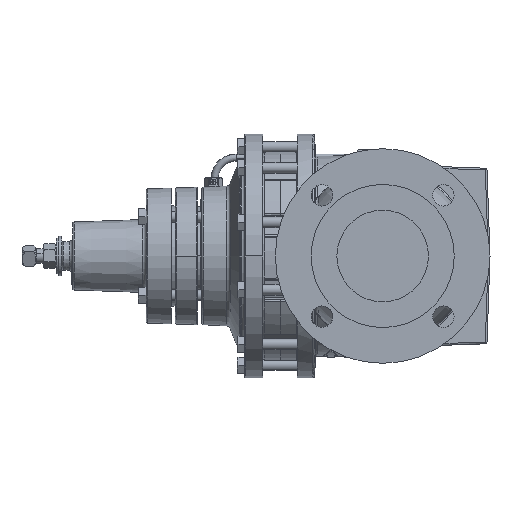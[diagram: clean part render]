
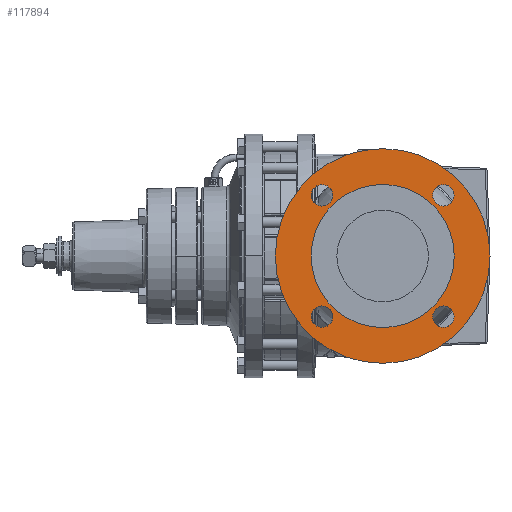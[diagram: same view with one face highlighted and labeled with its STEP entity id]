
A CAD part, left-side view. The second image highlights one B-rep face of the part: STEP entity #117894.
In plain terms, the highlighted planar face has unit normal (-1, 0, 0).
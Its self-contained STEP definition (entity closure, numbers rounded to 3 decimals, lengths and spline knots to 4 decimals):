
#115 = CARTESIAN_POINT ( 'NONE',  ( -6.0315, 0., 0. ) ) ;
#390 = CARTESIAN_POINT ( 'NONE',  ( -6.0315, 2.1213, -2.1213 ) ) ;
#4422 = EDGE_CURVE ( 'NONE', #149028, #122205, #36912, .T. ) ;
#8997 = CARTESIAN_POINT ( 'NONE',  ( -6.0315, 2.1213, 2.4963 ) ) ;
#10163 = DIRECTION ( 'NONE',  ( 0., 0., 1. ) ) ;
#10801 = DIRECTION ( 'NONE',  ( 0., 0., 1. ) ) ;
#12735 = AXIS2_PLACEMENT_3D ( 'NONE', #105611, #30409, #118227 ) ;
#12771 = DIRECTION ( 'NONE',  ( 0., 0., 1. ) ) ;
#13038 = DIRECTION ( 'NONE',  ( 0., 0., 1. ) ) ;
#13547 = CIRCLE ( 'NONE', #15631, 2.5 ) ;
#15449 = DIRECTION ( 'NONE',  ( -1., 0., 0. ) ) ;
#15631 = AXIS2_PLACEMENT_3D ( 'NONE', #90697, #15449, #103287 ) ;
#16094 = AXIS2_PLACEMENT_3D ( 'NONE', #161052, #86014, #10801 ) ;
#17181 = VERTEX_POINT ( 'NONE', #146875 ) ;
#19117 = CARTESIAN_POINT ( 'NONE',  ( -6.0315, 2.1213, -2.4963 ) ) ;
#28906 = CIRCLE ( 'NONE', #123040, 0.375 ) ;
#29285 = VERTEX_POINT ( 'NONE', #30862 ) ;
#29518 = AXIS2_PLACEMENT_3D ( 'NONE', #124400, #49246, #137024 ) ;
#29684 = DIRECTION ( 'NONE',  ( 1., 0., 0. ) ) ;
#30409 = DIRECTION ( 'NONE',  ( -1., 0., 0. ) ) ;
#30862 = CARTESIAN_POINT ( 'NONE',  ( -6.0315, -2.1213, 1.7463 ) ) ;
#31270 = FACE_BOUND ( 'NONE', #58453, .T. ) ;
#34503 = VERTEX_POINT ( 'NONE', #89239 ) ;
#35057 = EDGE_CURVE ( 'NONE', #34503, #17181, #76592, .T. ) ;
#36912 = CIRCLE ( 'NONE', #152366, 0.375 ) ;
#40364 = ORIENTED_EDGE ( 'NONE', *, *, #156955, .T. ) ;
#40399 = CARTESIAN_POINT ( 'NONE',  ( -6.0315, 0., 2.5 ) ) ;
#40910 = EDGE_LOOP ( 'NONE', ( #109252, #122247 ) ) ;
#40941 = CARTESIAN_POINT ( 'NONE',  ( -6.0315, 2.1213, -1.7463 ) ) ;
#41274 = CIRCLE ( 'NONE', #77658, 0.375 ) ;
#43928 = AXIS2_PLACEMENT_3D ( 'NONE', #390, #88254, #13038 ) ;
#43951 = AXIS2_PLACEMENT_3D ( 'NONE', #67441, #134852, #71258 ) ;
#45297 = CIRCLE ( 'NONE', #16094, 0.375 ) ;
#45663 = CIRCLE ( 'NONE', #43928, 0.375 ) ;
#46557 = AXIS2_PLACEMENT_3D ( 'NONE', #104875, #29684, #117483 ) ;
#46796 = CIRCLE ( 'NONE', #29518, 0.375 ) ;
#46922 = CARTESIAN_POINT ( 'NONE',  ( -6.0315, 2.1213, 1.7463 ) ) ;
#47388 = ORIENTED_EDGE ( 'NONE', *, *, #71055, .T. ) ;
#49246 = DIRECTION ( 'NONE',  ( 1., 0., 0. ) ) ;
#51005 = AXIS2_PLACEMENT_3D ( 'NONE', #140558, #115412, #153135 ) ;
#51968 = DIRECTION ( 'NONE',  ( 1., 0., 0. ) ) ;
#54104 = EDGE_LOOP ( 'NONE', ( #59589, #148340 ) ) ;
#56205 = EDGE_CURVE ( 'NONE', #122205, #149028, #28906, .T. ) ;
#58453 = EDGE_LOOP ( 'NONE', ( #47388, #109418 ) ) ;
#59589 = ORIENTED_EDGE ( 'NONE', *, *, #72586, .T. ) ;
#60701 = FACE_OUTER_BOUND ( 'NONE', #54104, .T. ) ;
#61466 = CARTESIAN_POINT ( 'NONE',  ( -6.0315, -2.1213, -2.4963 ) ) ;
#64674 = FACE_BOUND ( 'NONE', #120137, .T. ) ;
#67187 = EDGE_CURVE ( 'NONE', #29285, #71198, #41274, .T. ) ;
#67441 = CARTESIAN_POINT ( 'NONE',  ( -6.0315, 0., 0. ) ) ;
#68592 = FACE_BOUND ( 'NONE', #77828, .T. ) ;
#70432 = CARTESIAN_POINT ( 'NONE',  ( -6.0315, -2.1213, -2.1213 ) ) ;
#71055 = EDGE_CURVE ( 'NONE', #80566, #136163, #46796, .T. ) ;
#71198 = VERTEX_POINT ( 'NONE', #126607 ) ;
#71258 = DIRECTION ( 'NONE',  ( 0., 0., 1. ) ) ;
#72586 = EDGE_CURVE ( 'NONE', #17181, #34503, #140741, .T. ) ;
#74272 = CARTESIAN_POINT ( 'NONE',  ( -6.0315, -2.1213, -2.1213 ) ) ;
#76592 = CIRCLE ( 'NONE', #43951, 3.75 ) ;
#77658 = AXIS2_PLACEMENT_3D ( 'NONE', #160415, #85394, #10163 ) ;
#77828 = EDGE_LOOP ( 'NONE', ( #96747, #154392 ) ) ;
#80566 = VERTEX_POINT ( 'NONE', #8997 ) ;
#82918 = CIRCLE ( 'NONE', #46557, 0.375 ) ;
#85394 = DIRECTION ( 'NONE',  ( 1., 0., 0. ) ) ;
#86014 = DIRECTION ( 'NONE',  ( 1., 0., 0. ) ) ;
#86924 = DIRECTION ( 'NONE',  ( 0., 0., 1. ) ) ;
#87504 = AXIS2_PLACEMENT_3D ( 'NONE', #115, #87999, #12771 ) ;
#87999 = DIRECTION ( 'NONE',  ( -1., 0., 0. ) ) ;
#88254 = DIRECTION ( 'NONE',  ( 1., 0., 0. ) ) ;
#88422 = CARTESIAN_POINT ( 'NONE',  ( -6.0315, -2.1213, -1.7463 ) ) ;
#89239 = CARTESIAN_POINT ( 'NONE',  ( -6.0315, -3.75, 0. ) ) ;
#90697 = CARTESIAN_POINT ( 'NONE',  ( -6.0315, 0., 0. ) ) ;
#94169 = FACE_BOUND ( 'NONE', #137634, .T. ) ;
#94693 = AXIS2_PLACEMENT_3D ( 'NONE', #127141, #51968, #139722 ) ;
#96747 = ORIENTED_EDGE ( 'NONE', *, *, #56205, .T. ) ;
#97115 = ORIENTED_EDGE ( 'NONE', *, *, #67187, .T. ) ;
#97225 = EDGE_CURVE ( 'NONE', #108693, #149632, #13547, .T. ) ;
#97796 = VERTEX_POINT ( 'NONE', #19117 ) ;
#101868 = ORIENTED_EDGE ( 'NONE', *, *, #150728, .T. ) ;
#103287 = DIRECTION ( 'NONE',  ( 0., 0., 1. ) ) ;
#103307 = EDGE_CURVE ( 'NONE', #136163, #80566, #45297, .T. ) ;
#104875 = CARTESIAN_POINT ( 'NONE',  ( -6.0315, -2.1213, 2.1213 ) ) ;
#105611 = CARTESIAN_POINT ( 'NONE',  ( -6.0315, 0., 0. ) ) ;
#107130 = CIRCLE ( 'NONE', #94693, 0.375 ) ;
#108282 = DIRECTION ( 'NONE',  ( 1., 0., 0. ) ) ;
#108693 = VERTEX_POINT ( 'NONE', #40399 ) ;
#108714 = VERTEX_POINT ( 'NONE', #40941 ) ;
#109252 = ORIENTED_EDGE ( 'NONE', *, *, #97225, .F. ) ;
#109418 = ORIENTED_EDGE ( 'NONE', *, *, #103307, .T. ) ;
#113723 = DIRECTION ( 'NONE',  ( 0., 0., 1. ) ) ;
#115412 = DIRECTION ( 'NONE',  ( -1., 0., 0. ) ) ;
#117483 = DIRECTION ( 'NONE',  ( 0., 0., 1. ) ) ;
#117894 = ADVANCED_FACE ( 'NONE', ( #68592, #94169, #31270, #64674, #160775, #60701 ), #127969, .T. ) ;
#118227 = DIRECTION ( 'NONE',  ( 0., 0., 1. ) ) ;
#120137 = EDGE_LOOP ( 'NONE', ( #121413, #40364 ) ) ;
#121413 = ORIENTED_EDGE ( 'NONE', *, *, #146923, .T. ) ;
#122205 = VERTEX_POINT ( 'NONE', #88422 ) ;
#122247 = ORIENTED_EDGE ( 'NONE', *, *, #127613, .F. ) ;
#123040 = AXIS2_PLACEMENT_3D ( 'NONE', #74272, #161924, #86924 ) ;
#124400 = CARTESIAN_POINT ( 'NONE',  ( -6.0315, 2.1213, 2.1213 ) ) ;
#125874 = CIRCLE ( 'NONE', #12735, 2.5 ) ;
#126607 = CARTESIAN_POINT ( 'NONE',  ( -6.0315, -2.1213, 2.4963 ) ) ;
#127141 = CARTESIAN_POINT ( 'NONE',  ( -6.0315, 2.1213, -2.1213 ) ) ;
#127613 = EDGE_CURVE ( 'NONE', #149632, #108693, #125874, .T. ) ;
#127969 = PLANE ( 'NONE',  #51005 ) ;
#134852 = DIRECTION ( 'NONE',  ( -1., 0., 0. ) ) ;
#136163 = VERTEX_POINT ( 'NONE', #46922 ) ;
#137024 = DIRECTION ( 'NONE',  ( 0., 0., 1. ) ) ;
#137634 = EDGE_LOOP ( 'NONE', ( #101868, #97115 ) ) ;
#139722 = DIRECTION ( 'NONE',  ( 0., 0., 1. ) ) ;
#140558 = CARTESIAN_POINT ( 'NONE',  ( -6.0315, 0., 0. ) ) ;
#140741 = CIRCLE ( 'NONE', #87504, 3.75 ) ;
#146405 = CARTESIAN_POINT ( 'NONE',  ( -6.0315, 0., -2.5 ) ) ;
#146875 = CARTESIAN_POINT ( 'NONE',  ( -6.0315, 3.75, 0. ) ) ;
#146923 = EDGE_CURVE ( 'NONE', #108714, #97796, #107130, .T. ) ;
#148340 = ORIENTED_EDGE ( 'NONE', *, *, #35057, .T. ) ;
#149028 = VERTEX_POINT ( 'NONE', #61466 ) ;
#149632 = VERTEX_POINT ( 'NONE', #146405 ) ;
#150728 = EDGE_CURVE ( 'NONE', #71198, #29285, #82918, .T. ) ;
#152366 = AXIS2_PLACEMENT_3D ( 'NONE', #70432, #108282, #113723 ) ;
#153135 = DIRECTION ( 'NONE',  ( 0., 0., 1. ) ) ;
#154392 = ORIENTED_EDGE ( 'NONE', *, *, #4422, .T. ) ;
#156955 = EDGE_CURVE ( 'NONE', #97796, #108714, #45663, .T. ) ;
#160415 = CARTESIAN_POINT ( 'NONE',  ( -6.0315, -2.1213, 2.1213 ) ) ;
#160775 = FACE_BOUND ( 'NONE', #40910, .T. ) ;
#161052 = CARTESIAN_POINT ( 'NONE',  ( -6.0315, 2.1213, 2.1213 ) ) ;
#161924 = DIRECTION ( 'NONE',  ( 1., 0., 0. ) ) ;
